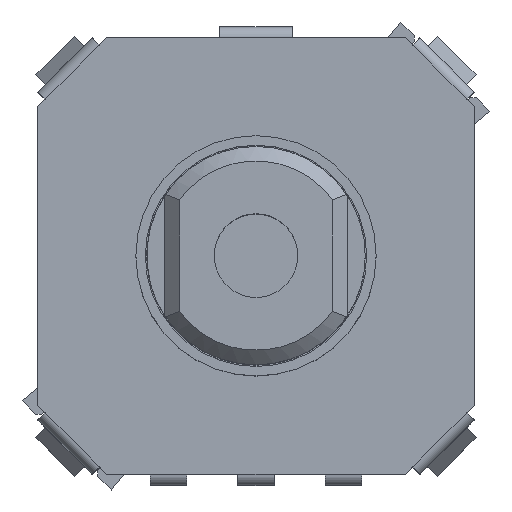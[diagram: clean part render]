
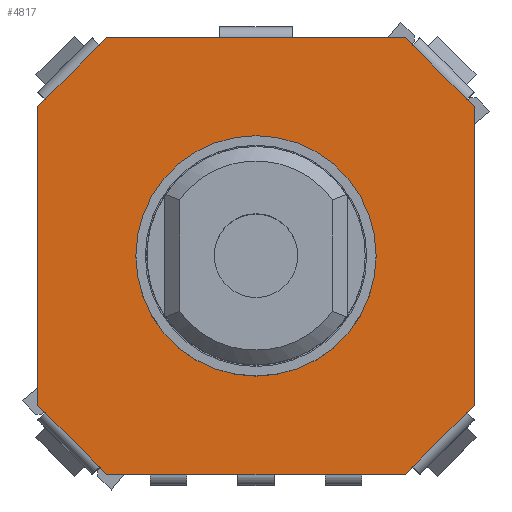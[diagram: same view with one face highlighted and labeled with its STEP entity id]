
A CAD part, top view. The second image highlights one B-rep face of the part: STEP entity #4817.
In plain terms, the highlighted planar face has unit normal (0, 0, 1).
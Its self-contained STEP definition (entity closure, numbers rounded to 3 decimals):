
#49=CIRCLE('',#6740,1.65);
#542=ORIENTED_EDGE('',*,*,#1823,.F.);
#543=ORIENTED_EDGE('',*,*,#1824,.T.);
#544=ORIENTED_EDGE('',*,*,#1825,.F.);
#545=ORIENTED_EDGE('',*,*,#1790,.T.);
#546=ORIENTED_EDGE('',*,*,#1778,.F.);
#547=ORIENTED_EDGE('',*,*,#1760,.T.);
#548=ORIENTED_EDGE('',*,*,#1826,.F.);
#549=ORIENTED_EDGE('',*,*,#1827,.T.);
#550=ORIENTED_EDGE('',*,*,#1828,.F.);
#551=ORIENTED_EDGE('',*,*,#1787,.T.);
#552=ORIENTED_EDGE('',*,*,#1775,.F.);
#553=ORIENTED_EDGE('',*,*,#1756,.T.);
#554=ORIENTED_EDGE('',*,*,#1829,.F.);
#555=ORIENTED_EDGE('',*,*,#1830,.T.);
#556=ORIENTED_EDGE('',*,*,#1831,.F.);
#557=ORIENTED_EDGE('',*,*,#1784,.T.);
#558=ORIENTED_EDGE('',*,*,#1772,.F.);
#559=ORIENTED_EDGE('',*,*,#1768,.T.);
#560=ORIENTED_EDGE('',*,*,#1832,.F.);
#561=ORIENTED_EDGE('',*,*,#1833,.T.);
#562=ORIENTED_EDGE('',*,*,#1834,.F.);
#563=ORIENTED_EDGE('',*,*,#1793,.T.);
#564=ORIENTED_EDGE('',*,*,#1781,.F.);
#565=ORIENTED_EDGE('',*,*,#1764,.T.);
#566=ORIENTED_EDGE('',*,*,#1835,.F.);
#1756=EDGE_CURVE('',#2423,#2422,#2923,.F.);
#1760=EDGE_CURVE('',#2427,#2426,#2927,.F.);
#1764=EDGE_CURVE('',#2431,#2430,#2931,.F.);
#1768=EDGE_CURVE('',#2435,#2434,#2935,.F.);
#1772=EDGE_CURVE('',#2435,#2436,#2939,.T.);
#1775=EDGE_CURVE('',#2423,#2438,#2942,.T.);
#1778=EDGE_CURVE('',#2427,#2440,#2945,.T.);
#1781=EDGE_CURVE('',#2431,#2442,#2948,.T.);
#1784=EDGE_CURVE('',#2445,#2436,#2951,.F.);
#1787=EDGE_CURVE('',#2447,#2438,#2954,.F.);
#1790=EDGE_CURVE('',#2449,#2440,#2957,.F.);
#1793=EDGE_CURVE('',#2451,#2442,#2960,.F.);
#1823=EDGE_CURVE('',#2473,#2430,#2971,.T.);
#1824=EDGE_CURVE('',#2473,#2474,#2972,.F.);
#1825=EDGE_CURVE('',#2449,#2474,#2973,.T.);
#1826=EDGE_CURVE('',#2475,#2426,#2974,.T.);
#1827=EDGE_CURVE('',#2475,#2476,#2975,.F.);
#1828=EDGE_CURVE('',#2447,#2476,#2976,.T.);
#1829=EDGE_CURVE('',#2477,#2422,#2977,.T.);
#1830=EDGE_CURVE('',#2477,#2478,#2978,.F.);
#1831=EDGE_CURVE('',#2445,#2478,#2979,.T.);
#1832=EDGE_CURVE('',#2479,#2434,#2980,.T.);
#1833=EDGE_CURVE('',#2479,#2480,#2981,.F.);
#1834=EDGE_CURVE('',#2451,#2480,#2982,.T.);
#1835=EDGE_CURVE('',#2481,#2481,#49,.T.);
#2422=VERTEX_POINT('',#8666);
#2423=VERTEX_POINT('',#8668);
#2426=VERTEX_POINT('',#8675);
#2427=VERTEX_POINT('',#8677);
#2430=VERTEX_POINT('',#8684);
#2431=VERTEX_POINT('',#8686);
#2434=VERTEX_POINT('',#8693);
#2435=VERTEX_POINT('',#8695);
#2436=VERTEX_POINT('',#8699);
#2438=VERTEX_POINT('',#8705);
#2440=VERTEX_POINT('',#8711);
#2442=VERTEX_POINT('',#8717);
#2445=VERTEX_POINT('',#8724);
#2447=VERTEX_POINT('',#8730);
#2449=VERTEX_POINT('',#8736);
#2451=VERTEX_POINT('',#8742);
#2473=VERTEX_POINT('',#8823);
#2474=VERTEX_POINT('',#8825);
#2475=VERTEX_POINT('',#8828);
#2476=VERTEX_POINT('',#8830);
#2477=VERTEX_POINT('',#8833);
#2478=VERTEX_POINT('',#8835);
#2479=VERTEX_POINT('',#8838);
#2480=VERTEX_POINT('',#8840);
#2481=VERTEX_POINT('',#8843);
#2923=LINE('',#8667,#3512);
#2927=LINE('',#8676,#3516);
#2931=LINE('',#8685,#3520);
#2935=LINE('',#8694,#3524);
#2939=LINE('',#8702,#3528);
#2942=LINE('',#8708,#3531);
#2945=LINE('',#8714,#3534);
#2948=LINE('',#8720,#3537);
#2951=LINE('',#8726,#3540);
#2954=LINE('',#8732,#3543);
#2957=LINE('',#8738,#3546);
#2960=LINE('',#8744,#3549);
#2971=LINE('',#8822,#3560);
#2972=LINE('',#8824,#3561);
#2973=LINE('',#8826,#3562);
#2974=LINE('',#8827,#3563);
#2975=LINE('',#8829,#3564);
#2976=LINE('',#8831,#3565);
#2977=LINE('',#8832,#3566);
#2978=LINE('',#8834,#3567);
#2979=LINE('',#8836,#3568);
#2980=LINE('',#8837,#3569);
#2981=LINE('',#8839,#3570);
#2982=LINE('',#8841,#3571);
#3512=VECTOR('',#7280,1000.);
#3516=VECTOR('',#7286,1000.);
#3520=VECTOR('',#7292,1000.);
#3524=VECTOR('',#7298,1000.);
#3528=VECTOR('',#7304,1000.);
#3531=VECTOR('',#7309,1000.);
#3534=VECTOR('',#7314,1000.);
#3537=VECTOR('',#7319,1000.);
#3540=VECTOR('',#7324,1000.);
#3543=VECTOR('',#7329,1000.);
#3546=VECTOR('',#7334,1000.);
#3549=VECTOR('',#7339,1000.);
#3560=VECTOR('',#7410,1000.);
#3561=VECTOR('',#7411,1000.);
#3562=VECTOR('',#7412,1000.);
#3563=VECTOR('',#7413,1000.);
#3564=VECTOR('',#7414,1000.);
#3565=VECTOR('',#7415,1000.);
#3566=VECTOR('',#7416,1000.);
#3567=VECTOR('',#7417,1000.);
#3568=VECTOR('',#7418,1000.);
#3569=VECTOR('',#7419,1000.);
#3570=VECTOR('',#7420,1000.);
#3571=VECTOR('',#7421,1000.);
#4040=EDGE_LOOP('',(#542,#543,#544,#545,#546,#547,#548,#549,#550,#551,#552,
#553,#554,#555,#556,#557,#558,#559,#560,#561,#562,#563,#564,#565));
#4041=EDGE_LOOP('',(#566));
#4331=FACE_BOUND('',#4040,.T.);
#4332=FACE_BOUND('',#4041,.T.);
#4605=PLANE('',#6739);
#4817=ADVANCED_FACE('',(#4331,#4332),#4605,.T.);
#6739=AXIS2_PLACEMENT_3D('',#8821,#7408,#7409);
#6740=AXIS2_PLACEMENT_3D('',#8842,#7422,#7423);
#7280=DIRECTION('',(-0.707,-0.707,0.));
#7286=DIRECTION('',(-0.707,0.707,0.));
#7292=DIRECTION('',(0.707,0.707,0.));
#7298=DIRECTION('',(0.707,-0.707,0.));
#7304=DIRECTION('',(0.,-1.,0.));
#7309=DIRECTION('',(-1.,0.,0.));
#7314=DIRECTION('',(0.,1.,0.));
#7319=DIRECTION('',(1.,0.,0.));
#7324=DIRECTION('',(-0.707,-0.707,0.));
#7329=DIRECTION('',(-0.707,0.707,0.));
#7334=DIRECTION('',(0.707,0.707,0.));
#7339=DIRECTION('',(0.707,-0.707,0.));
#7408=DIRECTION('',(0.,0.,1.));
#7409=DIRECTION('',(1.,0.,0.));
#7410=DIRECTION('',(0.707,-0.707,0.));
#7411=DIRECTION('',(0.707,0.707,0.));
#7412=DIRECTION('',(-0.707,0.707,0.));
#7413=DIRECTION('',(0.707,0.707,0.));
#7414=DIRECTION('',(-0.707,0.707,0.));
#7415=DIRECTION('',(-0.707,-0.707,0.));
#7416=DIRECTION('',(-0.707,0.707,0.));
#7417=DIRECTION('',(-0.707,-0.707,0.));
#7418=DIRECTION('',(0.707,-0.707,0.));
#7419=DIRECTION('',(-0.707,-0.707,0.));
#7420=DIRECTION('',(0.707,-0.707,0.));
#7421=DIRECTION('',(0.707,0.707,0.));
#7422=DIRECTION('',(0.,0.,1.));
#7423=DIRECTION('',(1.,0.,0.));
#8666=CARTESIAN_POINT('',(2.152,-2.897,-2.85));
#8667=CARTESIAN_POINT('',(3.349,-1.699,-2.85));
#8668=CARTESIAN_POINT('',(2.049,-3.,-2.85));
#8675=CARTESIAN_POINT('',(-2.897,-2.152,-2.85));
#8676=CARTESIAN_POINT('',(-3.349,-1.699,-2.85));
#8677=CARTESIAN_POINT('',(-3.,-2.049,-2.85));
#8684=CARTESIAN_POINT('',(-2.152,2.897,-2.85));
#8685=CARTESIAN_POINT('',(-1.699,3.349,-2.85));
#8686=CARTESIAN_POINT('',(-2.049,3.,-2.85));
#8693=CARTESIAN_POINT('',(2.897,2.152,-2.85));
#8694=CARTESIAN_POINT('',(1.699,3.349,-2.85));
#8695=CARTESIAN_POINT('',(3.,2.049,-2.85));
#8699=CARTESIAN_POINT('',(3.,-2.049,-2.85));
#8702=CARTESIAN_POINT('',(3.,-3.,-2.85));
#8705=CARTESIAN_POINT('',(-2.049,-3.,-2.85));
#8708=CARTESIAN_POINT('',(-3.,-3.,-2.85));
#8711=CARTESIAN_POINT('',(-3.,2.049,-2.85));
#8714=CARTESIAN_POINT('',(-3.,3.,-2.85));
#8717=CARTESIAN_POINT('',(2.049,3.,-2.85));
#8720=CARTESIAN_POINT('',(3.,3.,-2.85));
#8724=CARTESIAN_POINT('',(2.897,-2.152,-2.85));
#8726=CARTESIAN_POINT('',(3.349,-1.699,-2.85));
#8730=CARTESIAN_POINT('',(-2.152,-2.897,-2.85));
#8732=CARTESIAN_POINT('',(-3.349,-1.699,-2.85));
#8736=CARTESIAN_POINT('',(-2.897,2.152,-2.85));
#8738=CARTESIAN_POINT('',(-1.699,3.349,-2.85));
#8742=CARTESIAN_POINT('',(2.152,2.897,-2.85));
#8744=CARTESIAN_POINT('',(1.699,3.349,-2.85));
#8821=CARTESIAN_POINT('',(0.,1.65,-2.85));
#8822=CARTESIAN_POINT('',(-2.152,2.897,-2.85));
#8823=CARTESIAN_POINT('',(-2.153,2.899,-2.85));
#8824=CARTESIAN_POINT('',(-2.899,2.153,-2.85));
#8825=CARTESIAN_POINT('',(-2.899,2.153,-2.85));
#8826=CARTESIAN_POINT('',(-2.897,2.152,-2.85));
#8827=CARTESIAN_POINT('',(-2.897,-2.152,-2.85));
#8828=CARTESIAN_POINT('',(-2.899,-2.153,-2.85));
#8829=CARTESIAN_POINT('',(-2.153,-2.899,-2.85));
#8830=CARTESIAN_POINT('',(-2.153,-2.899,-2.85));
#8831=CARTESIAN_POINT('',(-2.152,-2.897,-2.85));
#8832=CARTESIAN_POINT('',(2.152,-2.897,-2.85));
#8833=CARTESIAN_POINT('',(2.153,-2.899,-2.85));
#8834=CARTESIAN_POINT('',(2.899,-2.153,-2.85));
#8835=CARTESIAN_POINT('',(2.899,-2.153,-2.85));
#8836=CARTESIAN_POINT('',(2.897,-2.152,-2.85));
#8837=CARTESIAN_POINT('',(2.897,2.152,-2.85));
#8838=CARTESIAN_POINT('',(2.899,2.153,-2.85));
#8839=CARTESIAN_POINT('',(2.153,2.899,-2.85));
#8840=CARTESIAN_POINT('',(2.153,2.899,-2.85));
#8841=CARTESIAN_POINT('',(2.152,2.897,-2.85));
#8842=CARTESIAN_POINT('',(0.,0.,-2.85));
#8843=CARTESIAN_POINT('',(1.65,0.,-2.85));
